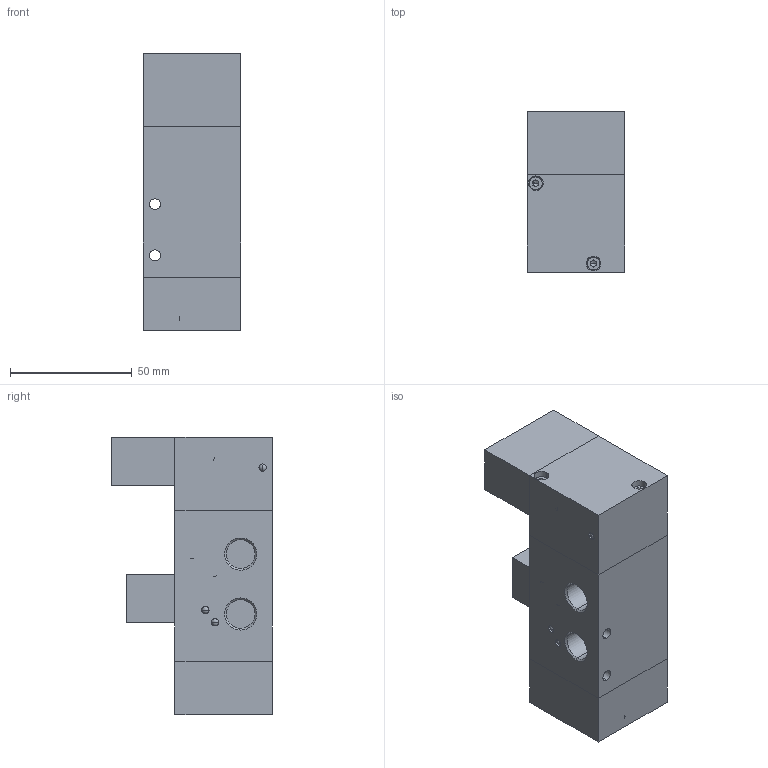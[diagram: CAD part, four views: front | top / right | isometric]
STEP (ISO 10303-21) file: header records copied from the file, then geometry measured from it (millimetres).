
FILE_DESCRIPTION (( 'STEP AP214' ), '1' );
FILE_NAME ('01_046_4.STEP', '2015-12-21T10:59:18', ( '' ), ( '' ), 'SwSTEP 2.0', 'SolidWorks 2016', '' );
FILE_SCHEMA (( 'AUTOMOTIVE_DESIGN' ));
Length unit declared in the file: millimetre
Products named in the file (1): 01_046_4
Bounding box: 40 x 66 x 114 mm (x, y, z)
Volume: 207406.8 mm3; surface area: 44095.4 mm2
Topology: 23 solids, 23 shells, 1255 faces, 3167 edges, 1966 vertices
Faces by surface type: cone 636, cylinder 388, plane 179, torus 32, sphere 20
Entity records: 39189 total; most frequent: DIRECTION 7424, CARTESIAN_POINT 6332, ORIENTED_EDGE 6198, EDGE_CURVE 3099, AXIS2_PLACEMENT_3D 3074, VERTEX_POINT 1936, CIRCLE 1818, EDGE_LOOP 1305
